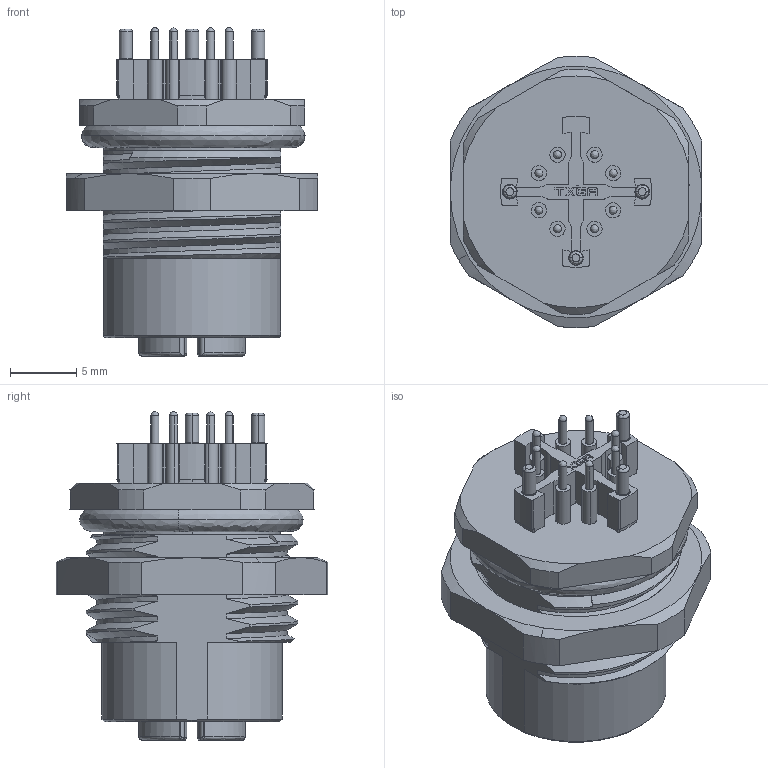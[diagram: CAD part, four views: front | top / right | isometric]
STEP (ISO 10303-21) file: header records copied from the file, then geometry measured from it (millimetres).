
FILE_DESCRIPTION (( 'STEP AP203' ), '1' );
FILE_NAME ('F04M12-SX08SSD0-00.STEP', '2024-04-08T06:04:14', ( '' ), ( '' ), 'SwSTEP 2.0', 'SolidWorks 2021', '' );
FILE_SCHEMA (( 'CONFIG_CONTROL_DESIGN' ));
Length unit declared in the file: millimetre
Products named in the file (1): F04M12-SX08SSD0-00
Bounding box: 19 x 20.48 x 24.8 mm (x, y, z)
Volume: 3053.5 mm3; surface area: 4171.9 mm2
Topology: 1 solids, 9 shells, 974 faces, 2580 edges, 1650 vertices
Faces by surface type: cylinder 341, plane 341, bspline 219, cone 73
Entity records: 45984 total; most frequent: CARTESIAN_POINT 23214, ORIENTED_EDGE 5078, DIRECTION 4276, EDGE_CURVE 2539, VERTEX_POINT 1650, AXIS2_PLACEMENT_3D 1533, LINE 1210, VECTOR 1210
